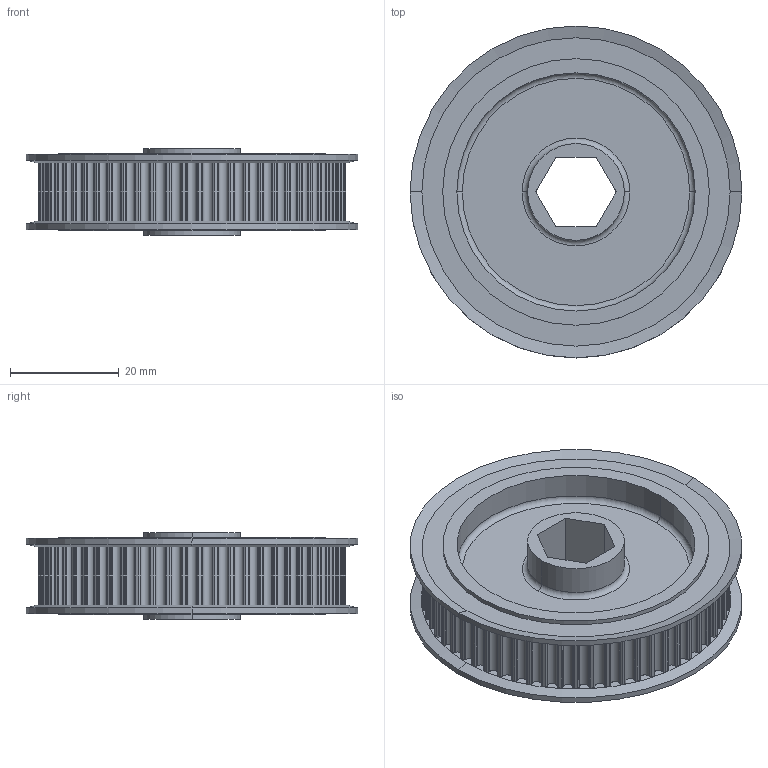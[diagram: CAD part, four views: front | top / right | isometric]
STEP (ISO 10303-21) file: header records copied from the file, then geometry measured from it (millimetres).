
FILE_DESCRIPTION (( 'STEP AP214' ), '1' );
FILE_NAME ('217-5876-001 Rev3.STEP', '2017-07-06T19:19:51', ( '' ), ( '' ), 'SwSTEP 2.0', 'SolidWorks 2017', '' );
FILE_SCHEMA (( 'AUTOMOTIVE_DESIGN' ));
Length unit declared in the file: inch
Products named in the file (1): 217-5876-001 Rev3
Bounding box: 61 x 61 x 15.88 mm (x, y, z)
Volume: 18673.6 mm3; surface area: 12920.1 mm2
Topology: 1 solids, 1 shells, 463 faces, 1343 edges, 890 vertices
Faces by surface type: cylinder 311, plane 136, torus 8, cone 8
Entity records: 15599 total; most frequent: DIRECTION 2917, CARTESIAN_POINT 2697, ORIENTED_EDGE 2686, EDGE_CURVE 1343, AXIS2_PLACEMENT_3D 1110, VERTEX_POINT 890, LINE 697, VECTOR 697
